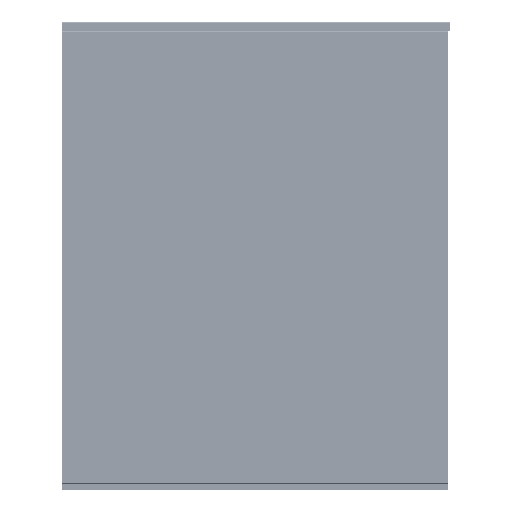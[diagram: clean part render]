
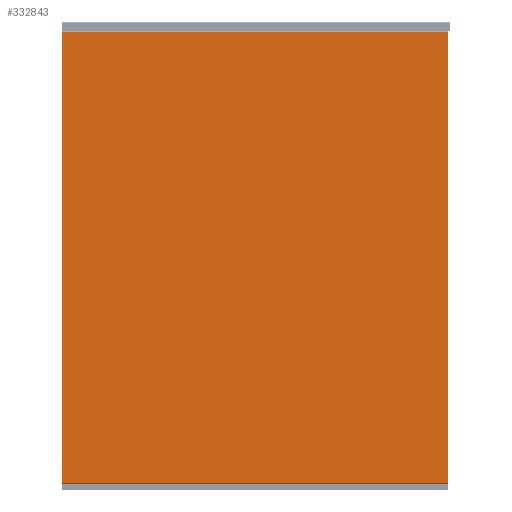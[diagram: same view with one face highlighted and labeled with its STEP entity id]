
A CAD part, left-side view. The second image highlights one B-rep face of the part: STEP entity #332843.
In plain terms, the highlighted planar face has unit normal (-1, 0, 0).
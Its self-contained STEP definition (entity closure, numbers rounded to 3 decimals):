
#332582=CARTESIAN_POINT('',(2422.339,-446.489,582.5));
#332583=VERTEX_POINT('',#332582);
#332590=CARTESIAN_POINT('',(2422.339,-446.696,582.293));
#332591=VERTEX_POINT('',#332590);
#332592=CARTESIAN_POINT('',(2422.339,-446.489,582.5));
#332593=DIRECTION('',(0.0,-0.707,-0.707));
#332594=VECTOR('',#332593,0.293);
#332595=LINE('',#332592,#332594);
#332596=EDGE_CURVE('',#332583,#332591,#332595,.T.);
#332613=CARTESIAN_POINT('',(2422.339,50.097,582.5));
#332614=VERTEX_POINT('',#332613);
#332621=CARTESIAN_POINT('',(2422.339,50.097,582.5));
#332622=DIRECTION('',(0.0,-1.0,0.0));
#332623=VECTOR('',#332622,496.586);
#332624=LINE('',#332621,#332623);
#332625=EDGE_CURVE('',#332614,#332583,#332624,.T.);
#332636=CARTESIAN_POINT('',(2422.339,-446.696,0.707));
#332637=VERTEX_POINT('',#332636);
#332638=CARTESIAN_POINT('',(2422.339,-446.696,582.293));
#332639=DIRECTION('',(0.0,0.0,-1.0));
#332640=VECTOR('',#332639,581.586);
#332641=LINE('',#332638,#332640);
#332642=EDGE_CURVE('',#332591,#332637,#332641,.T.);
#332668=CARTESIAN_POINT('',(2422.339,50.304,582.293));
#332669=VERTEX_POINT('',#332668);
#332676=CARTESIAN_POINT('',(2422.339,50.304,582.293));
#332677=DIRECTION('',(0.0,-0.707,0.707));
#332678=VECTOR('',#332677,0.293);
#332679=LINE('',#332676,#332678);
#332680=EDGE_CURVE('',#332669,#332614,#332679,.T.);
#332691=CARTESIAN_POINT('',(2422.339,-446.489,0.5));
#332692=VERTEX_POINT('',#332691);
#332693=CARTESIAN_POINT('',(2422.339,-446.696,0.707));
#332694=DIRECTION('',(0.0,0.707,-0.707));
#332695=VECTOR('',#332694,0.293);
#332696=LINE('',#332693,#332695);
#332697=EDGE_CURVE('',#332637,#332692,#332696,.T.);
#332723=CARTESIAN_POINT('',(2422.339,50.304,0.707));
#332724=VERTEX_POINT('',#332723);
#332731=CARTESIAN_POINT('',(2422.339,50.304,0.707));
#332732=DIRECTION('',(0.0,0.0,1.0));
#332733=VECTOR('',#332732,581.586);
#332734=LINE('',#332731,#332733);
#332735=EDGE_CURVE('',#332724,#332669,#332734,.T.);
#332746=CARTESIAN_POINT('',(2422.339,50.097,0.5));
#332747=VERTEX_POINT('',#332746);
#332748=CARTESIAN_POINT('',(2422.339,-446.489,0.5));
#332749=DIRECTION('',(0.0,1.0,0.0));
#332750=VECTOR('',#332749,496.586);
#332751=LINE('',#332748,#332750);
#332752=EDGE_CURVE('',#332692,#332747,#332751,.T.);
#332784=CARTESIAN_POINT('',(2422.339,50.097,0.5));
#332785=DIRECTION('',(0.0,0.707,0.707));
#332786=VECTOR('',#332785,0.293);
#332787=LINE('',#332784,#332786);
#332788=EDGE_CURVE('',#332747,#332724,#332787,.T.);
#332828=CARTESIAN_POINT('',(2422.339,50.804,0.));
#332829=DIRECTION('',(-1.0,0.0,0.0));
#332830=DIRECTION('',(0.0,-1.0,0.0));
#332831=AXIS2_PLACEMENT_3D('',#332828,#332829,#332830);
#332832=PLANE('',#332831);
#332833=ORIENTED_EDGE('',*,*,#332596,.F.);
#332834=ORIENTED_EDGE('',*,*,#332625,.F.);
#332835=ORIENTED_EDGE('',*,*,#332680,.F.);
#332836=ORIENTED_EDGE('',*,*,#332735,.F.);
#332837=ORIENTED_EDGE('',*,*,#332788,.F.);
#332838=ORIENTED_EDGE('',*,*,#332752,.F.);
#332839=ORIENTED_EDGE('',*,*,#332697,.F.);
#332840=ORIENTED_EDGE('',*,*,#332642,.F.);
#332841=EDGE_LOOP('',(#332833,#332834,#332835,#332836,#332837,#332838,#332839,#332840));
#332842=FACE_OUTER_BOUND('',#332841,.T.);
#332843=ADVANCED_FACE('',(#332842),#332832,.T.);
